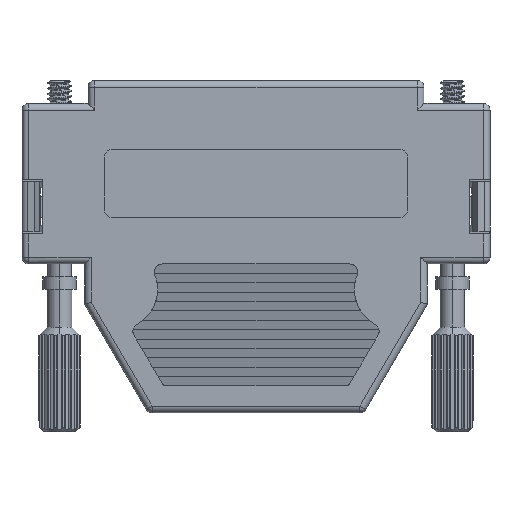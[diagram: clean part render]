
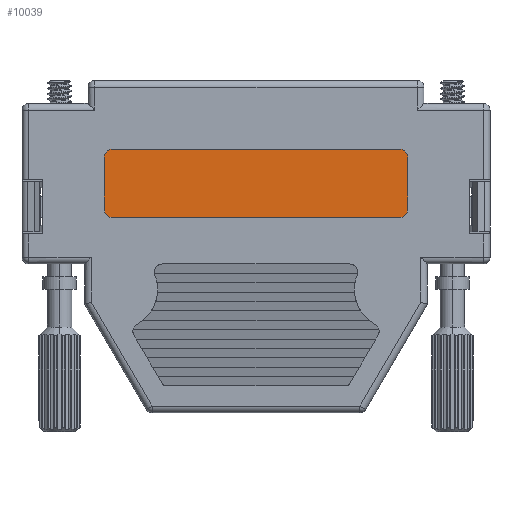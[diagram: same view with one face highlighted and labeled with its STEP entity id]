
A CAD part, front view. The second image highlights one B-rep face of the part: STEP entity #10039.
In plain terms, the highlighted planar face has unit normal (0, -1, 0).
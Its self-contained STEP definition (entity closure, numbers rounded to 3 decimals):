
#1152 = AXIS2_PLACEMENT_3D ( 'NONE', #26001, #20369, #28542 ) ;
#2883 = CIRCLE ( 'NONE', #23209, 1. ) ;
#3089 = ORIENTED_EDGE ( 'NONE', *, *, #14913, .T. ) ;
#3642 = LINE ( 'NONE', #8915, #5241 ) ;
#3748 = LINE ( 'NONE', #6821, #12320 ) ;
#3971 = EDGE_CURVE ( 'NONE', #30707, #23731, #9564, .T. ) ;
#4310 = DIRECTION ( 'NONE',  ( 0., 0., -1. ) ) ;
#5006 = CARTESIAN_POINT ( 'NONE',  ( 18.15, 0.3, -15.4 ) ) ;
#5191 = EDGE_CURVE ( 'NONE', #23731, #21841, #31260, .T. ) ;
#5241 = VECTOR ( 'NONE', #6900, 1000. ) ;
#5951 = DIRECTION ( 'NONE',  ( 0., -1., 0. ) ) ;
#6345 = CARTESIAN_POINT ( 'NONE',  ( -17.15, 0.3, -8.2 ) ) ;
#6821 = CARTESIAN_POINT ( 'NONE',  ( -17.15, 0.3, -16.4 ) ) ;
#6900 = DIRECTION ( 'NONE',  ( 0., 0., 1. ) ) ;
#8121 = CARTESIAN_POINT ( 'NONE',  ( 17.15, 0.3, -8.2 ) ) ;
#8915 = CARTESIAN_POINT ( 'NONE',  ( 18.15, 0.3, -15.4 ) ) ;
#9564 = LINE ( 'NONE', #18123, #11435 ) ;
#9698 = EDGE_CURVE ( 'NONE', #11939, #30707, #2883, .T. ) ;
#9933 = ORIENTED_EDGE ( 'NONE', *, *, #11093, .T. ) ;
#10039 = ADVANCED_FACE ( 'NONE', ( #34012 ), #20020, .F. ) ;
#10043 = EDGE_CURVE ( 'NONE', #10645, #18540, #3642, .T. ) ;
#10189 = ORIENTED_EDGE ( 'NONE', *, *, #34292, .T. ) ;
#10615 = CARTESIAN_POINT ( 'NONE',  ( -18.15, 0.3, -9.2 ) ) ;
#10645 = VERTEX_POINT ( 'NONE', #5006 ) ;
#11093 = EDGE_CURVE ( 'NONE', #34591, #11939, #12420, .T. ) ;
#11435 = VECTOR ( 'NONE', #4310, 1000. ) ;
#11939 = VERTEX_POINT ( 'NONE', #6345 ) ;
#12320 = VECTOR ( 'NONE', #23386, 1000. ) ;
#12346 = DIRECTION ( 'NONE',  ( 0., -1., 0. ) ) ;
#12420 = LINE ( 'NONE', #23712, #33453 ) ;
#12430 = VERTEX_POINT ( 'NONE', #12974 ) ;
#12974 = CARTESIAN_POINT ( 'NONE',  ( 17.15, 0.3, -16.4 ) ) ;
#13263 = ORIENTED_EDGE ( 'NONE', *, *, #33239, .T. ) ;
#13750 = AXIS2_PLACEMENT_3D ( 'NONE', #14326, #5951, #14669 ) ;
#14326 = CARTESIAN_POINT ( 'NONE',  ( 17.15, 0.3, -9.2 ) ) ;
#14669 = DIRECTION ( 'NONE',  ( 0., 0., 1. ) ) ;
#14703 = DIRECTION ( 'NONE',  ( 0., -1., 0. ) ) ;
#14913 = EDGE_CURVE ( 'NONE', #12430, #10645, #34436, .T. ) ;
#15486 = CIRCLE ( 'NONE', #13750, 1. ) ;
#16056 = ORIENTED_EDGE ( 'NONE', *, *, #10043, .T. ) ;
#17083 = DIRECTION ( 'NONE',  ( 0., 0., 1. ) ) ;
#17094 = DIRECTION ( 'NONE',  ( 0., 0., 1. ) ) ;
#18000 = ORIENTED_EDGE ( 'NONE', *, *, #5191, .T. ) ;
#18123 = CARTESIAN_POINT ( 'NONE',  ( -18.15, 0.3, -15.4 ) ) ;
#18540 = VERTEX_POINT ( 'NONE', #31375 ) ;
#18763 = AXIS2_PLACEMENT_3D ( 'NONE', #20533, #14703, #25984 ) ;
#20020 = PLANE ( 'NONE',  #1152 ) ;
#20369 = DIRECTION ( 'NONE',  ( 0., 1., 0. ) ) ;
#20533 = CARTESIAN_POINT ( 'NONE',  ( 17.15, 0.3, -15.4 ) ) ;
#20610 = EDGE_LOOP ( 'NONE', ( #10189, #9933, #33632, #21829, #18000, #13263, #3089, #16056 ) ) ;
#20983 = DIRECTION ( 'NONE',  ( -1., 0., 0. ) ) ;
#21829 = ORIENTED_EDGE ( 'NONE', *, *, #3971, .T. ) ;
#21841 = VERTEX_POINT ( 'NONE', #25049 ) ;
#23209 = AXIS2_PLACEMENT_3D ( 'NONE', #34537, #12346, #17094 ) ;
#23386 = DIRECTION ( 'NONE',  ( 1., 0., 0. ) ) ;
#23712 = CARTESIAN_POINT ( 'NONE',  ( -17.15, 0.3, -8.2 ) ) ;
#23731 = VERTEX_POINT ( 'NONE', #27499 ) ;
#25049 = CARTESIAN_POINT ( 'NONE',  ( -17.15, 0.3, -16.4 ) ) ;
#25634 = DIRECTION ( 'NONE',  ( 0., -1., 0. ) ) ;
#25984 = DIRECTION ( 'NONE',  ( 0., 0., -1. ) ) ;
#26001 = CARTESIAN_POINT ( 'NONE',  ( 17.15, 0.3, -9.2 ) ) ;
#26050 = CARTESIAN_POINT ( 'NONE',  ( -17.15, 0.3, -15.4 ) ) ;
#27499 = CARTESIAN_POINT ( 'NONE',  ( -18.15, 0.3, -15.4 ) ) ;
#28542 = DIRECTION ( 'NONE',  ( 0., 0., 1. ) ) ;
#30707 = VERTEX_POINT ( 'NONE', #10615 ) ;
#31260 = CIRCLE ( 'NONE', #33017, 1. ) ;
#31375 = CARTESIAN_POINT ( 'NONE',  ( 18.15, 0.3, -9.2 ) ) ;
#33017 = AXIS2_PLACEMENT_3D ( 'NONE', #26050, #25634, #17083 ) ;
#33239 = EDGE_CURVE ( 'NONE', #21841, #12430, #3748, .T. ) ;
#33453 = VECTOR ( 'NONE', #20983, 1000. ) ;
#33632 = ORIENTED_EDGE ( 'NONE', *, *, #9698, .T. ) ;
#34012 = FACE_OUTER_BOUND ( 'NONE', #20610, .T. ) ;
#34292 = EDGE_CURVE ( 'NONE', #18540, #34591, #15486, .T. ) ;
#34436 = CIRCLE ( 'NONE', #18763, 1. ) ;
#34537 = CARTESIAN_POINT ( 'NONE',  ( -17.15, 0.3, -9.2 ) ) ;
#34591 = VERTEX_POINT ( 'NONE', #8121 ) ;
